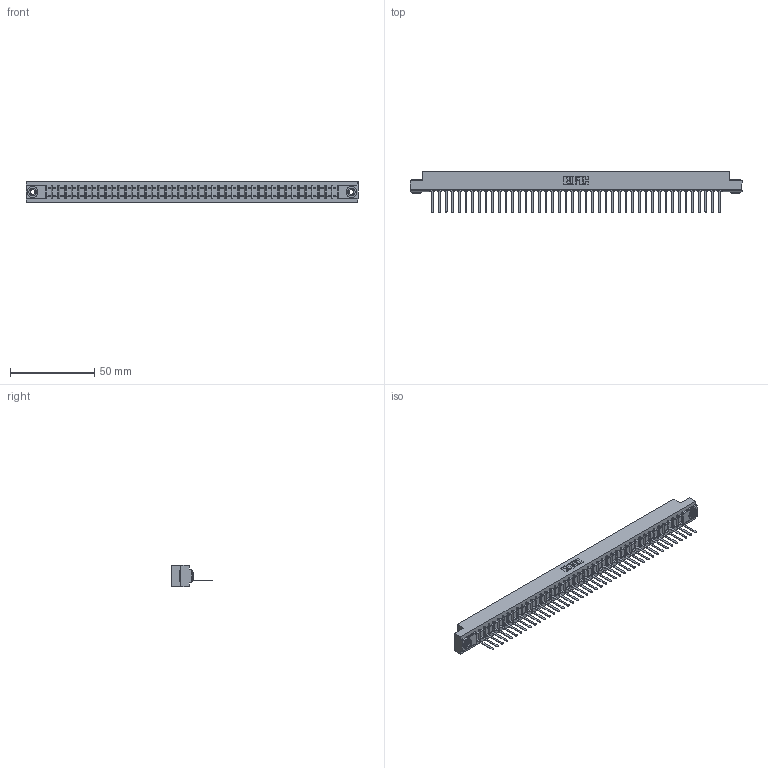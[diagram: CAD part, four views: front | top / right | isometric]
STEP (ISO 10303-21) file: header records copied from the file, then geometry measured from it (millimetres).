
FILE_DESCRIPTION (( 'STEP AP203' ), '1' );
FILE_NAME ('307-044-441-103.STEP', '2020-09-29T22:27:51', ( '' ), ( '' ), 'SwSTEP 2.0', 'SolidWorks 2020', '' );
FILE_SCHEMA (( 'CONFIG_CONTROL_DESIGN' ));
Length unit declared in the file: inch
Products named in the file (4): 345-250-002_345-250-002-102; 307 Part_.156 Dia Mounting Holes; 307-044-441-103; 307-290-002_541
Assembly tree (47 placements, depth 2):
  307-044-441-103
    307 Part_.156 Dia Mounting Holes
    307-290-002_541  x44
    345-250-002_345-250-002-102  x2
Bounding box: 197.36 x 24.59 x 12.7 mm (x, y, z)
Volume: 21260.2 mm3; surface area: 27823.7 mm2
Topology: 47 solids, 47 shells, 3471 faces, 10643 edges, 6970 vertices
Faces by surface type: plane 2074, cylinder 1299, sphere 90, cone 8
Entity records: 39257 total; most frequent: CARTESIAN_POINT 6601, ORIENTED_EDGE 6582, DIRECTION 6427, EDGE_CURVE 3291, VECTOR 2515, LINE 2515, VERTEX_POINT 2130, AXIS2_PLACEMENT_3D 1956
